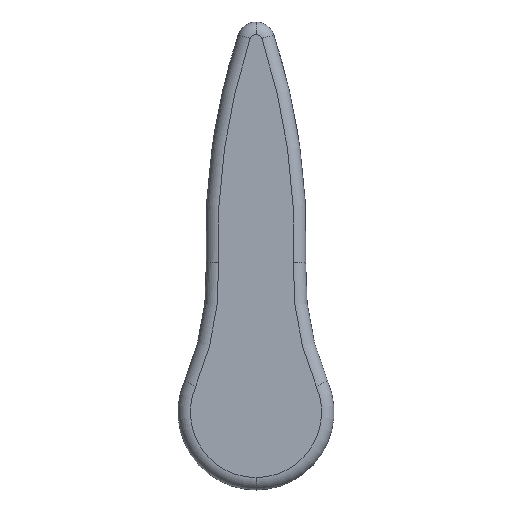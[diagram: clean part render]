
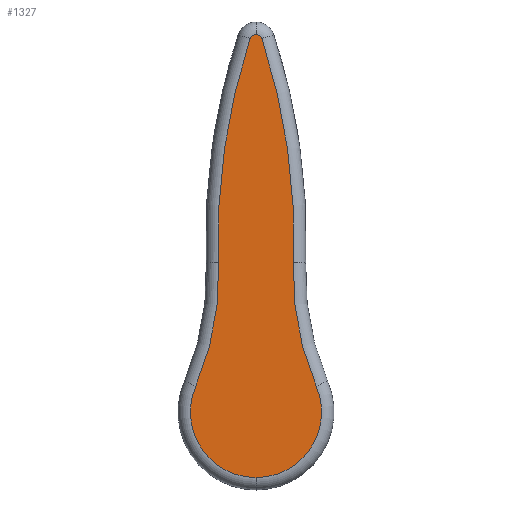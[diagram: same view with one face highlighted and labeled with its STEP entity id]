
A CAD part, front view. The second image highlights one B-rep face of the part: STEP entity #1327.
In plain terms, the highlighted planar face has unit normal (0, -1, 0).
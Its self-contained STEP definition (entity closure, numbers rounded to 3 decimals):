
#4 = DIRECTION ( 'NONE',  ( 0., 0., -1. ) ) ;
#31 = VERTEX_POINT ( 'NONE', #102 ) ;
#73 = CARTESIAN_POINT ( 'NONE',  ( 259.98, -20.5, -188.2 ) ) ;
#102 = CARTESIAN_POINT ( 'NONE',  ( -30.153, -20.5, -179.29 ) ) ;
#105 = ORIENTED_EDGE ( 'NONE', *, *, #405, .T. ) ;
#136 = CARTESIAN_POINT ( 'NONE',  ( 4.75, -20.5, 1.563 ) ) ;
#205 = CIRCLE ( 'NONE', #1252, 53. ) ;
#211 = CARTESIAN_POINT ( 'NONE',  ( 48.689, -20.5, -279.062 ) ) ;
#213 = DIRECTION ( 'NONE',  ( 0., 0., -1. ) ) ;
#217 = DIRECTION ( 'NONE',  ( 0., 0., -1. ) ) ;
#227 = VERTEX_POINT ( 'NONE', #266 ) ;
#239 = VERTEX_POINT ( 'NONE', #273 ) ;
#266 = CARTESIAN_POINT ( 'NONE',  ( 30.153, -20.5, -179.29 ) ) ;
#273 = CARTESIAN_POINT ( 'NONE',  ( 0., -20.5, 5. ) ) ;
#321 = DIRECTION ( 'NONE',  ( 0., -1., 0. ) ) ;
#341 = DIRECTION ( 'NONE',  ( 0., -1., 0. ) ) ;
#343 = CARTESIAN_POINT ( 'NONE',  ( 0., -20.5, -353. ) ) ;
#347 = EDGE_CURVE ( 'NONE', #799, #31, #1045, .T. ) ;
#359 = FACE_OUTER_BOUND ( 'NONE', #952, .T. ) ;
#364 = CIRCLE ( 'NONE', #1023, 230. ) ;
#384 = DIRECTION ( 'NONE',  ( 0., -1., 0. ) ) ;
#388 = CIRCLE ( 'NONE', #1515, 53. ) ;
#405 = EDGE_CURVE ( 'NONE', #845, #1307, #388, .T. ) ;
#420 = VERTEX_POINT ( 'NONE', #993 ) ;
#485 = CIRCLE ( 'NONE', #718, 514.859 ) ;
#497 = ORIENTED_EDGE ( 'NONE', *, *, #765, .T. ) ;
#499 = ORIENTED_EDGE ( 'NONE', *, *, #1025, .T. ) ;
#507 = AXIS2_PLACEMENT_3D ( 'NONE', #1404, #321, #1180 ) ;
#538 = AXIS2_PLACEMENT_3D ( 'NONE', #1436, #951, #701 ) ;
#571 = DIRECTION ( 'NONE',  ( 0., -1., 0. ) ) ;
#663 = CARTESIAN_POINT ( 'NONE',  ( 0., -20.5, 0. ) ) ;
#674 = ORIENTED_EDGE ( 'NONE', *, *, #801, .T. ) ;
#679 = EDGE_CURVE ( 'NONE', #1377, #239, #1466, .T. ) ;
#701 = DIRECTION ( 'NONE',  ( 0., 0., -1. ) ) ;
#718 = AXIS2_PLACEMENT_3D ( 'NONE', #1451, #811, #213 ) ;
#765 = EDGE_CURVE ( 'NONE', #239, #799, #1249, .T. ) ;
#799 = VERTEX_POINT ( 'NONE', #1086 ) ;
#801 = EDGE_CURVE ( 'NONE', #227, #1377, #485, .T. ) ;
#811 = DIRECTION ( 'NONE',  ( 0., -1., 0. ) ) ;
#823 = EDGE_CURVE ( 'NONE', #31, #420, #1121, .T. ) ;
#845 = VERTEX_POINT ( 'NONE', #343 ) ;
#865 = DIRECTION ( 'NONE',  ( 0., 0., -1. ) ) ;
#880 = ORIENTED_EDGE ( 'NONE', *, *, #1432, .T. ) ;
#947 = PLANE ( 'NONE',  #949 ) ;
#949 = AXIS2_PLACEMENT_3D ( 'NONE', #1524, #341, #217 ) ;
#951 = DIRECTION ( 'NONE',  ( 0., 1., 0. ) ) ;
#952 = EDGE_LOOP ( 'NONE', ( #880, #105, #499, #674, #1314, #497, #1057, #1392 ) ) ;
#993 = CARTESIAN_POINT ( 'NONE',  ( -48.689, -20.5, -279.062 ) ) ;
#1023 = AXIS2_PLACEMENT_3D ( 'NONE', #73, #1029, #1256 ) ;
#1025 = EDGE_CURVE ( 'NONE', #1307, #227, #364, .T. ) ;
#1029 = DIRECTION ( 'NONE',  ( 0., 1., 0. ) ) ;
#1045 = CIRCLE ( 'NONE', #507, 514.859 ) ;
#1057 = ORIENTED_EDGE ( 'NONE', *, *, #347, .T. ) ;
#1086 = CARTESIAN_POINT ( 'NONE',  ( -4.75, -20.5, 1.563 ) ) ;
#1121 = CIRCLE ( 'NONE', #538, 230. ) ;
#1123 = DIRECTION ( 'NONE',  ( 0., -1., 0. ) ) ;
#1136 = DIRECTION ( 'NONE',  ( 0., 0., -1. ) ) ;
#1180 = DIRECTION ( 'NONE',  ( 0., 0., -1. ) ) ;
#1242 = DIRECTION ( 'NONE',  ( 0., 0., -1. ) ) ;
#1249 = CIRCLE ( 'NONE', #1492, 5. ) ;
#1252 = AXIS2_PLACEMENT_3D ( 'NONE', #1459, #384, #865 ) ;
#1256 = DIRECTION ( 'NONE',  ( 0., 0., -1. ) ) ;
#1297 = CARTESIAN_POINT ( 'NONE',  ( 0., -20.5, 0. ) ) ;
#1307 = VERTEX_POINT ( 'NONE', #211 ) ;
#1314 = ORIENTED_EDGE ( 'NONE', *, *, #679, .T. ) ;
#1327 = ADVANCED_FACE ( 'NONE', ( #359 ), #947, .T. ) ;
#1377 = VERTEX_POINT ( 'NONE', #136 ) ;
#1392 = ORIENTED_EDGE ( 'NONE', *, *, #823, .T. ) ;
#1404 = CARTESIAN_POINT ( 'NONE',  ( 484.319, -20.5, -159.345 ) ) ;
#1432 = EDGE_CURVE ( 'NONE', #420, #845, #205, .T. ) ;
#1436 = CARTESIAN_POINT ( 'NONE',  ( -259.98, -20.5, -188.2 ) ) ;
#1451 = CARTESIAN_POINT ( 'NONE',  ( -484.319, -20.5, -159.345 ) ) ;
#1459 = CARTESIAN_POINT ( 'NONE',  ( 0., -20.5, -300. ) ) ;
#1466 = CIRCLE ( 'NONE', #1518, 5. ) ;
#1492 = AXIS2_PLACEMENT_3D ( 'NONE', #1297, #571, #4 ) ;
#1515 = AXIS2_PLACEMENT_3D ( 'NONE', #1550, #1123, #1242 ) ;
#1518 = AXIS2_PLACEMENT_3D ( 'NONE', #663, #1526, #1136 ) ;
#1524 = CARTESIAN_POINT ( 'NONE',  ( 112.17, -20.5, -173.772 ) ) ;
#1526 = DIRECTION ( 'NONE',  ( 0., -1., 0. ) ) ;
#1550 = CARTESIAN_POINT ( 'NONE',  ( 0., -20.5, -300. ) ) ;
